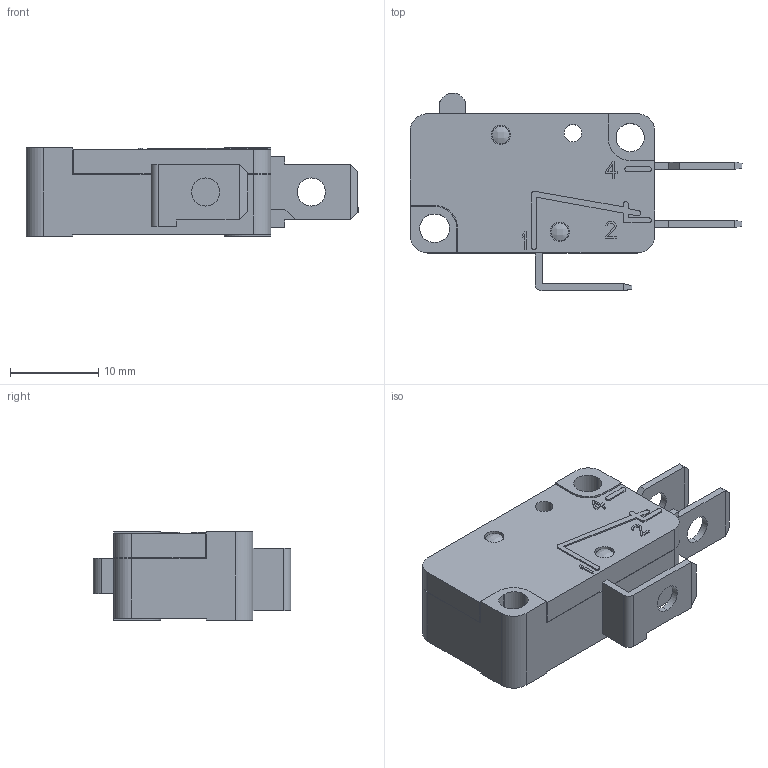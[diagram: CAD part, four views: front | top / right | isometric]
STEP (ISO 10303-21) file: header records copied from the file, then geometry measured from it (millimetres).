
FILE_DESCRIPTION (( 'STEP AP214' ), '1' );
FILE_NAME ('41590022.step', '2018-06-04T13:08:40', ( '' ), ( '' ), 'SwSTEP 2.0', 'SolidWorks 2017', '' );
FILE_SCHEMA (( 'AUTOMOTIVE_DESIGN' ));
Length unit declared in the file: inch
Products named in the file (1): 41590022
Bounding box: 37.7 x 22.45 x 10 mm (x, y, z)
Volume: 4123.9 mm3; surface area: 3332.4 mm2
Topology: 3 solids, 3 shells, 215 faces, 580 edges, 380 vertices
Faces by surface type: plane 153, cylinder 60, bspline 2
Entity records: 6822 total; most frequent: CARTESIAN_POINT 1206, ORIENTED_EDGE 1160, DIRECTION 1128, EDGE_CURVE 580, LINE 460, VECTOR 460, VERTEX_POINT 380, AXIS2_PLACEMENT_3D 334
